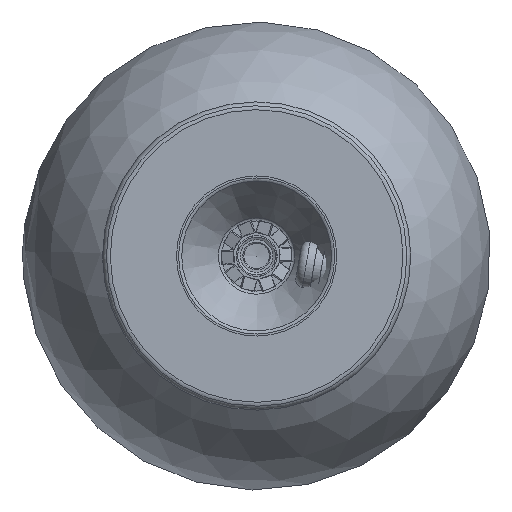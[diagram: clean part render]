
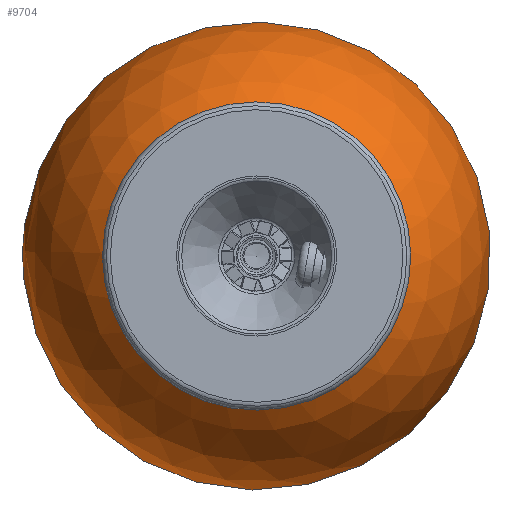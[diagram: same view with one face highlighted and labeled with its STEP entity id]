
A CAD part, front view. The second image highlights one B-rep face of the part: STEP entity #9704.
In plain terms, the highlighted spherical face has radius 60 mm.
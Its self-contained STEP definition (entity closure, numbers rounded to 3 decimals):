
#457=SPHERICAL_SURFACE('',#10874,60.);
#1092=CIRCLE('',#10868,22.5);
#1095=CIRCLE('',#10871,22.5);
#1097=CIRCLE('',#10875,60.);
#1682=FACE_OUTER_BOUND('',#2111,.T.);
#2111=EDGE_LOOP('',(#8656,#8657,#8658,#8659));
#5378=VERTEX_POINT('',#17173);
#5379=VERTEX_POINT('',#17174);
#5383=VERTEX_POINT('',#17186);
#6850=EDGE_CURVE('',#5378,#5379,#1092,.T.);
#6854=EDGE_CURVE('',#5379,#5378,#1095,.T.);
#6856=EDGE_CURVE('',#5383,#5378,#1097,.T.);
#8656=ORIENTED_EDGE('',*,*,#6850,.F.);
#8657=ORIENTED_EDGE('',*,*,#6856,.F.);
#8658=ORIENTED_EDGE('',*,*,#6856,.T.);
#8659=ORIENTED_EDGE('',*,*,#6854,.F.);
#9704=ADVANCED_FACE('',(#1682),#457,.T.);
#10868=AXIS2_PLACEMENT_3D('',#17175,#13358,#13359);
#10871=AXIS2_PLACEMENT_3D('',#17181,#13365,#13366);
#10874=AXIS2_PLACEMENT_3D('',#17185,#13371,#13372);
#10875=AXIS2_PLACEMENT_3D('',#17187,#13373,#13374);
#13358=DIRECTION('center_axis',(0.,0.,-1.));
#13359=DIRECTION('ref_axis',(1.,0.,0.));
#13365=DIRECTION('center_axis',(0.,0.,-1.));
#13366=DIRECTION('ref_axis',(1.,0.,0.));
#13371=DIRECTION('center_axis',(0.,0.,1.));
#13372=DIRECTION('ref_axis',(1.,0.,0.));
#13373=DIRECTION('center_axis',(0.,-1.,0.));
#13374=DIRECTION('ref_axis',(-1.,0.,0.));
#17173=CARTESIAN_POINT('',(-22.5,0.,0.));
#17174=CARTESIAN_POINT('',(22.5,0.,0.));
#17175=CARTESIAN_POINT('Origin',(0.,0.,0.));
#17181=CARTESIAN_POINT('Origin',(0.,0.,0.));
#17185=CARTESIAN_POINT('Origin',(0.,0.,55.621));
#17186=CARTESIAN_POINT('',(0.,0.,
115.621));
#17187=CARTESIAN_POINT('Origin',(0.,0.,55.621));
